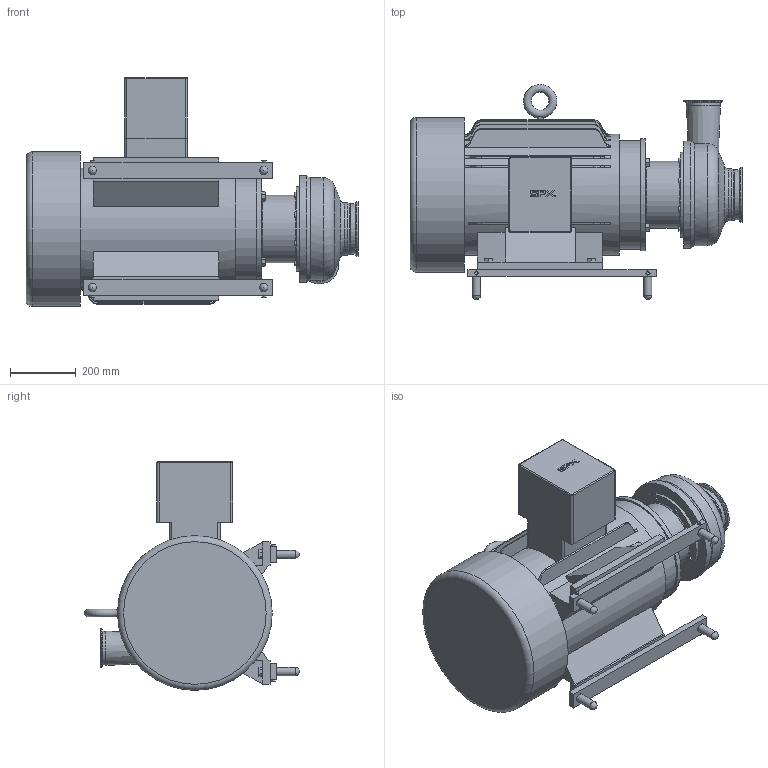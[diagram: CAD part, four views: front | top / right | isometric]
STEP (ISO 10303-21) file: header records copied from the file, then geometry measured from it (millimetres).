
FILE_DESCRIPTION(/* description */ (''),/* implementation_level */ '2;1');
FILE_NAME(/* name */ 'W+_W+65-350_365TSC_6.0x4.0_S-Line_75HP_SM.stp',/* time_stamp */ '2020-11-04T16:41:20+05:00',/* author */ ('KRXREM'),/* organization */ (''),/* preprocessor_version */ 'ST-DEVELOPER v17',/* originating_system */ 'Autodesk Inventor 2018',/* authorisation */ '');
FILE_SCHEMA (('AUTOMOTIVE_DESIGN { 1 0 10303 214 3 1 1 }'));
Length unit declared in the file: inch
Products named in the file (1): W+_W+65-350_365TSC_6.0x4.0_S-Line_75HP_SM
Bounding box: 1008.24 x 652.27 x 694.69 mm (x, y, z)
Volume: 121107530.8 mm3; surface area: 2886328.7 mm2
Topology: 1 solids, 1 shells, 650 faces, 1691 edges, 1092 vertices
Faces by surface type: plane 293, cone 172, torus 89, cylinder 63, bspline 29, sphere 4
Full cylindrical faces by diameter (mm): 6.35 x4, 18.598 x1, 25.4 x4, 25.451 x4, 25.752 x1, 97.384 x1, 101.727 x1, 118.923 x1, 146.863 x1, 152.527 x1, 154 x1, 158.965 x1, 166.878 x1, 204 x1, 258 x1, 325 x1, 329.438 x1, 340 x1, 368.3 x1, 469.9 x1
Entity records: 22403 total; most frequent: CARTESIAN_POINT 6836, ORIENTED_EDGE 3374, DIRECTION 2880, EDGE_CURVE 1687, AXIS2_PLACEMENT_3D 1107, VERTEX_POINT 1092, EDGE_LOOP 718, LINE 666
